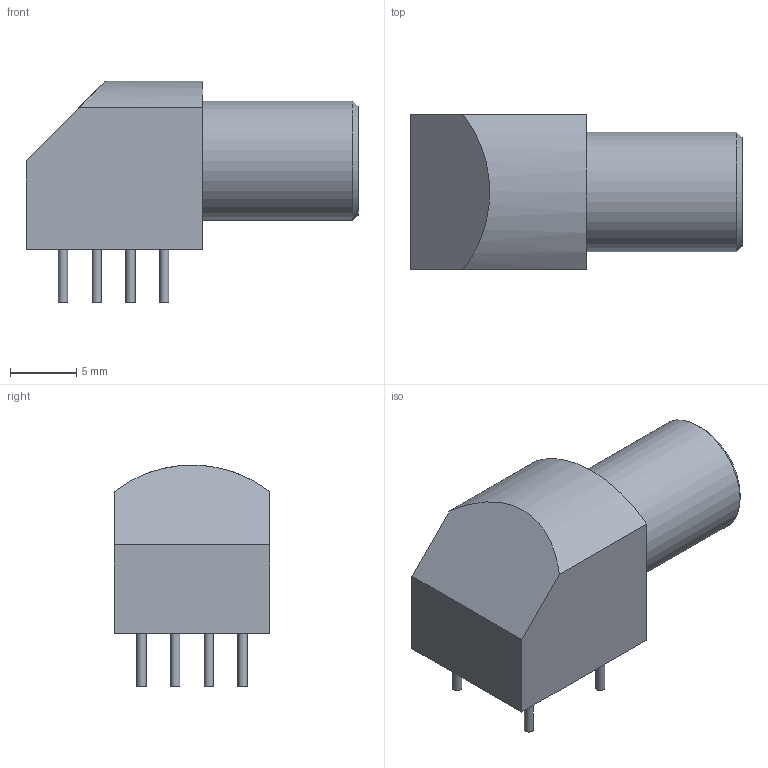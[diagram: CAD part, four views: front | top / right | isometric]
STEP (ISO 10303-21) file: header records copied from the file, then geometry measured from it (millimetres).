
FILE_DESCRIPTION(/* description */ (''),/* implementation_level */ '2;1');
FILE_NAME(/* name */ 'LEMO_EPL.0S.304.HLN.stp',/* time_stamp */ '2015-12-15T17:21:46+01:00',/* author */ ('riccim'),/* organization */ (''),/* preprocessor_version */ 'ST-DEVELOPER v15.5',/* originating_system */ 'AutoCAD Mechanical',/* authorisation */ ', , ');
FILE_SCHEMA (('AUTOMOTIVE_DESIGN { 1 0 10303 214 3 1 1 }'));
Length unit declared in the file: millimetre
Products named in the file (1): Product
Bounding box: 25 x 11.7 x 16.7 mm (x, y, z)
Volume: 2063.4 mm3; surface area: 2010.8 mm2
Topology: 16 solids, 16 shells, 59 faces, 87 edges, 58 vertices
Faces by surface type: plane 35, cylinder 21, sphere 2, cone 1
Full cylindrical faces by diameter (mm): 0.7 x8, 1 x6, 1.1 x2, 4.5 x1, 7.4 x1, 9 x1
Entity records: 1207 total; most frequent: DIRECTION 223, CARTESIAN_POINT 173, ORIENTED_EDGE 120, AXIS2_PLACEMENT_3D 103, EDGE_LOOP 89, EDGE_CURVE 60, FACE_OUTER_BOUND 59, ADVANCED_FACE 59
